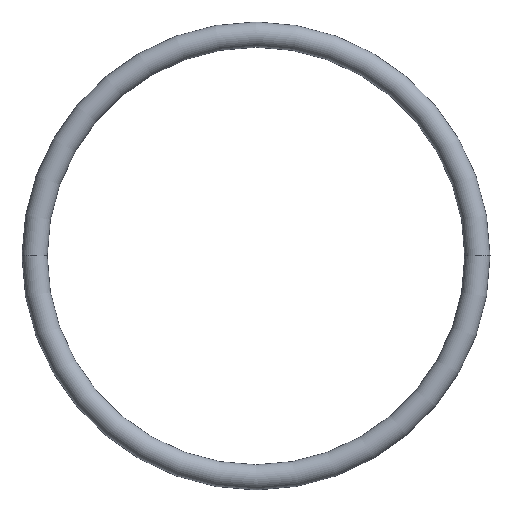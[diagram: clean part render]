
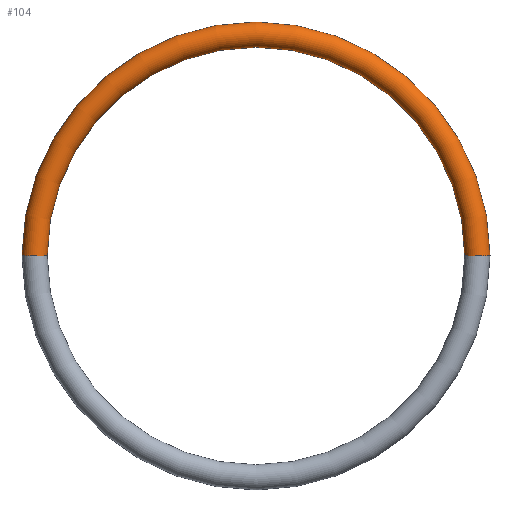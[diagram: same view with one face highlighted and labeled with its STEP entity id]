
A CAD part, top view. The second image highlights one B-rep face of the part: STEP entity #104.
In plain terms, the highlighted toroidal (fillet/blend) face has major radius 46.8 mm and minor radius 2.665 mm.
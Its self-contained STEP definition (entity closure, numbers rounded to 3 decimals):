
#2 = DIRECTION ( 'NONE',  ( -1., 0., 0. ) ) ;
#3 = CARTESIAN_POINT ( 'NONE',  ( 0., 0., 0. ) ) ;
#11 = CARTESIAN_POINT ( 'NONE',  ( -44.135, 0., 0. ) ) ;
#12 = VERTEX_POINT ( 'NONE', #11 ) ;
#17 = CARTESIAN_POINT ( 'NONE',  ( 46.8, 0., 0. ) ) ;
#19 = AXIS2_PLACEMENT_3D ( 'NONE', #17, #128, #127 ) ;
#27 = DIRECTION ( 'NONE',  ( 0., 0., -1. ) ) ;
#31 = CARTESIAN_POINT ( 'NONE',  ( 49.465, 0., 0. ) ) ;
#43 = CARTESIAN_POINT ( 'NONE',  ( -49.465, 0., 0. ) ) ;
#46 = DIRECTION ( 'NONE',  ( -1., 0., 0. ) ) ;
#47 = DIRECTION ( 'NONE',  ( 0., 0., -1. ) ) ;
#52 = CIRCLE ( 'NONE', #19, 2.665 ) ;
#55 = VERTEX_POINT ( 'NONE', #31 ) ;
#57 = EDGE_CURVE ( 'NONE', #12, #110, #146, .T. ) ;
#62 = CIRCLE ( 'NONE', #100, 2.665 ) ;
#63 = CARTESIAN_POINT ( 'NONE',  ( -46.8, 0., 0. ) ) ;
#72 = ORIENTED_EDGE ( 'NONE', *, *, #57, .T. ) ;
#74 = AXIS2_PLACEMENT_3D ( 'NONE', #157, #131, #46 ) ;
#75 = CIRCLE ( 'NONE', #145, 49.465 ) ;
#79 = DIRECTION ( 'NONE',  ( 0., 0., -1. ) ) ;
#81 = CARTESIAN_POINT ( 'NONE',  ( 0., 0., 0. ) ) ;
#85 = FACE_OUTER_BOUND ( 'NONE', #119, .T. ) ;
#88 = EDGE_CURVE ( 'NONE', #12, #96, #62, .T. ) ;
#96 = VERTEX_POINT ( 'NONE', #43 ) ;
#100 = AXIS2_PLACEMENT_3D ( 'NONE', #63, #132, #47 ) ;
#102 = ORIENTED_EDGE ( 'NONE', *, *, #141, .F. ) ;
#103 = CARTESIAN_POINT ( 'NONE',  ( 44.135, 0., 0. ) ) ;
#104 = ADVANCED_FACE ( 'NONE', ( #85 ), #105, .T. ) ;
#105 = TOROIDAL_SURFACE ( 'NONE', #153, 46.8, 2.665 ) ;
#110 = VERTEX_POINT ( 'NONE', #103 ) ;
#119 = EDGE_LOOP ( 'NONE', ( #102, #154, #72, #130 ) ) ;
#127 = DIRECTION ( 'NONE',  ( -1., 0., 0. ) ) ;
#128 = DIRECTION ( 'NONE',  ( 0., 1., 0. ) ) ;
#130 = ORIENTED_EDGE ( 'NONE', *, *, #143, .T. ) ;
#131 = DIRECTION ( 'NONE',  ( 0., 0., -1. ) ) ;
#132 = DIRECTION ( 'NONE',  ( 0., -1., 0. ) ) ;
#138 = DIRECTION ( 'NONE',  ( -1., 0., 0. ) ) ;
#141 = EDGE_CURVE ( 'NONE', #96, #55, #75, .T. ) ;
#143 = EDGE_CURVE ( 'NONE', #110, #55, #52, .T. ) ;
#145 = AXIS2_PLACEMENT_3D ( 'NONE', #3, #27, #2 ) ;
#146 = CIRCLE ( 'NONE', #74, 44.135 ) ;
#153 = AXIS2_PLACEMENT_3D ( 'NONE', #81, #79, #138 ) ;
#154 = ORIENTED_EDGE ( 'NONE', *, *, #88, .F. ) ;
#157 = CARTESIAN_POINT ( 'NONE',  ( 0., 0., 0. ) ) ;
